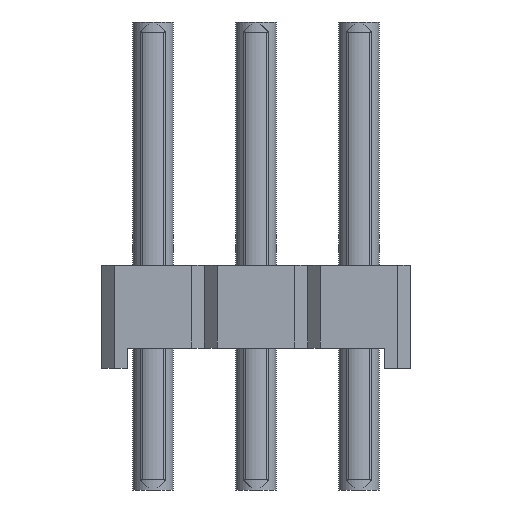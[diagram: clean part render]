
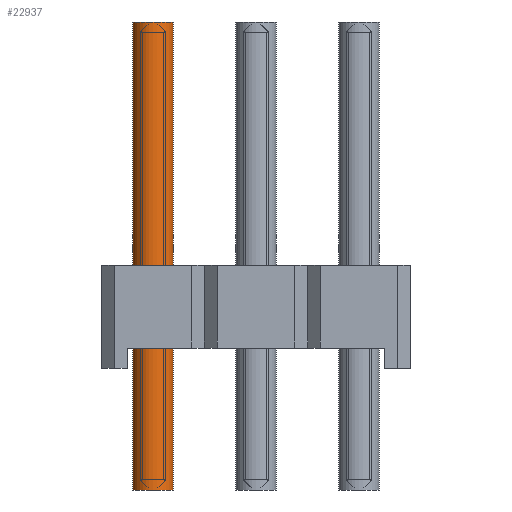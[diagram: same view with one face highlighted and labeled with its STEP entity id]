
A CAD part, left-side view. The second image highlights one B-rep face of the part: STEP entity #22937.
In plain terms, the highlighted cylindrical face has radius 0.5 mm (diameter 1 mm), a full revolution.
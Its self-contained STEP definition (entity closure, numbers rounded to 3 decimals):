
#467=CIRCLE('',#24138,0.5);
#468=CIRCLE('',#24139,0.5);
#1368=CYLINDRICAL_SURFACE('',#24137,0.5);
#1925=ORIENTED_EDGE('',*,*,#8743,.F.);
#1926=ORIENTED_EDGE('',*,*,#8744,.T.);
#8743=EDGE_CURVE('',#12161,#12161,#467,.T.);
#8744=EDGE_CURVE('',#12162,#12162,#468,.T.);
#12161=VERTEX_POINT('',#33235);
#12162=VERTEX_POINT('',#33237);
#19493=EDGE_LOOP('',(#1925));
#19494=EDGE_LOOP('',(#1926));
#20865=FACE_BOUND('',#19493,.T.);
#20866=FACE_BOUND('',#19494,.T.);
#22937=ADVANCED_FACE('',(#20865,#20866),#1368,.F.);
#24137=AXIS2_PLACEMENT_3D('',#33233,#26372,#26373);
#24138=AXIS2_PLACEMENT_3D('',#33234,#26374,#26375);
#24139=AXIS2_PLACEMENT_3D('',#33236,#26376,#26377);
#26372=DIRECTION('',(0.,0.,1.));
#26373=DIRECTION('',(1.,0.,0.));
#26374=DIRECTION('',(0.,0.,-1.));
#26375=DIRECTION('',(1.,0.,0.));
#26376=DIRECTION('',(0.,0.,-1.));
#26377=DIRECTION('',(1.,0.,0.));
#33233=CARTESIAN_POINT('',(0.,0.,0.));
#33234=CARTESIAN_POINT('',(0.,0.,11.54));
#33235=CARTESIAN_POINT('',(0.5,0.,11.54));
#33236=CARTESIAN_POINT('',(0.,0.,0.));
#33237=CARTESIAN_POINT('',(0.5,0.,0.));
